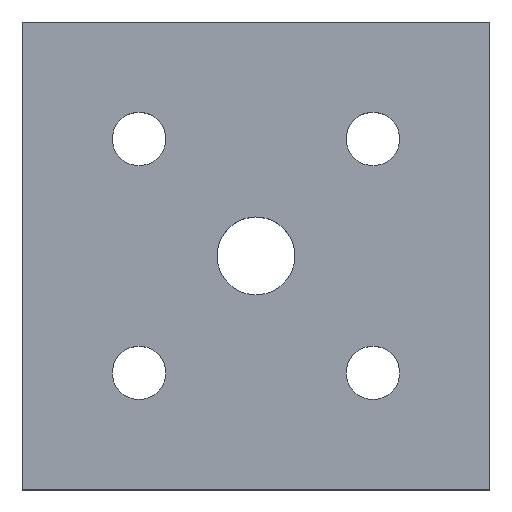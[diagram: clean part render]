
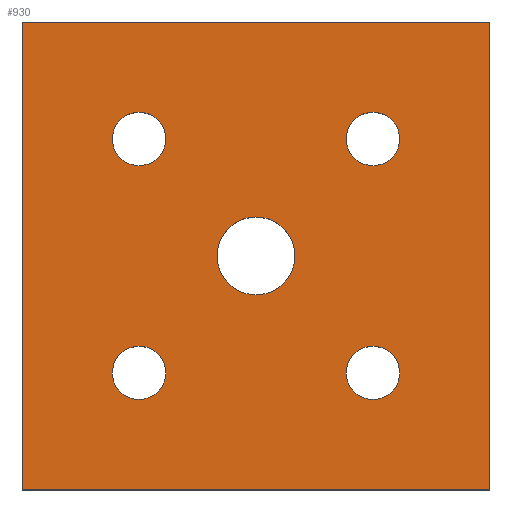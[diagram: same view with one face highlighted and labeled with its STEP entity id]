
A CAD part, top view. The second image highlights one B-rep face of the part: STEP entity #930.
In plain terms, the highlighted planar face has unit normal (0, 0, 1).
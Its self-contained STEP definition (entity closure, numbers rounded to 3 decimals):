
#174=CARTESIAN_POINT('',(0.921,0.75,0.75));
#175=VERTEX_POINT('',#174);
#191=CARTESIAN_POINT('',(0.579,0.75,0.75));
#192=VERTEX_POINT('',#191);
#199=CARTESIAN_POINT('',(0.75,0.75,0.75));
#200=DIRECTION('',(0.0,0.0,-1.0));
#201=DIRECTION('',(1.0,0.0,0.0));
#202=AXIS2_PLACEMENT_3D('',#199,#200,#201);
#203=CIRCLE('',#202,0.171);
#204=EDGE_CURVE('',#175,#192,#203,.T.);
#258=CARTESIAN_POINT('',(2.421,0.75,0.75));
#259=VERTEX_POINT('',#258);
#275=CARTESIAN_POINT('',(2.079,0.75,0.75));
#276=VERTEX_POINT('',#275);
#283=CARTESIAN_POINT('',(2.25,0.75,0.75));
#284=DIRECTION('',(0.0,0.0,-1.0));
#285=DIRECTION('',(1.0,0.0,0.0));
#286=AXIS2_PLACEMENT_3D('',#283,#284,#285);
#287=CIRCLE('',#286,0.171);
#288=EDGE_CURVE('',#259,#276,#287,.T.);
#342=CARTESIAN_POINT('',(2.421,2.25,0.75));
#343=VERTEX_POINT('',#342);
#359=CARTESIAN_POINT('',(2.079,2.25,0.75));
#360=VERTEX_POINT('',#359);
#367=CARTESIAN_POINT('',(2.25,2.25,0.75));
#368=DIRECTION('',(0.0,0.0,-1.0));
#369=DIRECTION('',(1.0,0.0,0.0));
#370=AXIS2_PLACEMENT_3D('',#367,#368,#369);
#371=CIRCLE('',#370,0.171);
#372=EDGE_CURVE('',#343,#360,#371,.T.);
#426=CARTESIAN_POINT('',(0.921,2.25,0.75));
#427=VERTEX_POINT('',#426);
#443=CARTESIAN_POINT('',(0.579,2.25,0.75));
#444=VERTEX_POINT('',#443);
#451=CARTESIAN_POINT('',(0.75,2.25,0.75));
#452=DIRECTION('',(0.0,0.0,-1.0));
#453=DIRECTION('',(1.0,0.0,0.0));
#454=AXIS2_PLACEMENT_3D('',#451,#452,#453);
#455=CIRCLE('',#454,0.171);
#456=EDGE_CURVE('',#427,#444,#455,.T.);
#468=CARTESIAN_POINT('',(1.75,1.5,0.75));
#469=VERTEX_POINT('',#468);
#485=CARTESIAN_POINT('',(1.25,1.5,0.75));
#486=VERTEX_POINT('',#485);
#493=CARTESIAN_POINT('',(1.5,1.5,0.75));
#494=DIRECTION('',(0.0,0.0,-1.0));
#495=DIRECTION('',(1.0,0.0,0.0));
#496=AXIS2_PLACEMENT_3D('',#493,#494,#495);
#497=CIRCLE('',#496,0.25);
#498=EDGE_CURVE('',#469,#486,#497,.T.);
#509=CARTESIAN_POINT('',(1.5,1.5,0.75));
#510=DIRECTION('',(0.0,0.0,-1.0));
#511=DIRECTION('',(1.0,0.0,0.0));
#512=AXIS2_PLACEMENT_3D('',#509,#510,#511);
#513=CIRCLE('',#512,0.25);
#514=EDGE_CURVE('',#486,#469,#513,.T.);
#533=CARTESIAN_POINT('',(0.75,2.25,0.75));
#534=DIRECTION('',(0.0,0.0,-1.0));
#535=DIRECTION('',(1.0,0.0,0.0));
#536=AXIS2_PLACEMENT_3D('',#533,#534,#535);
#537=CIRCLE('',#536,0.171);
#538=EDGE_CURVE('',#444,#427,#537,.T.);
#595=CARTESIAN_POINT('',(2.25,2.25,0.75));
#596=DIRECTION('',(0.0,0.0,-1.0));
#597=DIRECTION('',(1.0,0.0,0.0));
#598=AXIS2_PLACEMENT_3D('',#595,#596,#597);
#599=CIRCLE('',#598,0.171);
#600=EDGE_CURVE('',#360,#343,#599,.T.);
#657=CARTESIAN_POINT('',(2.25,0.75,0.75));
#658=DIRECTION('',(0.0,0.0,-1.0));
#659=DIRECTION('',(1.0,0.0,0.0));
#660=AXIS2_PLACEMENT_3D('',#657,#658,#659);
#661=CIRCLE('',#660,0.171);
#662=EDGE_CURVE('',#276,#259,#661,.T.);
#719=CARTESIAN_POINT('',(0.75,0.75,0.75));
#720=DIRECTION('',(0.0,0.0,-1.0));
#721=DIRECTION('',(1.0,0.0,0.0));
#722=AXIS2_PLACEMENT_3D('',#719,#720,#721);
#723=CIRCLE('',#722,0.171);
#724=EDGE_CURVE('',#192,#175,#723,.T.);
#780=CARTESIAN_POINT('',(0.0,0.0,0.75));
#781=VERTEX_POINT('',#780);
#782=CARTESIAN_POINT('',(0.0,3.0,0.75));
#783=VERTEX_POINT('',#782);
#784=CARTESIAN_POINT('',(0.0,0.0,0.75));
#785=DIRECTION('',(0.0,1.0,0.0));
#786=VECTOR('',#785,3.0);
#787=LINE('',#784,#786);
#788=EDGE_CURVE('',#781,#783,#787,.T.);
#820=CARTESIAN_POINT('',(3.0,3.0,0.75));
#821=VERTEX_POINT('',#820);
#822=CARTESIAN_POINT('',(0.0,3.0,0.75));
#823=DIRECTION('',(1.0,0.0,0.0));
#824=VECTOR('',#823,3.0);
#825=LINE('',#822,#824);
#826=EDGE_CURVE('',#783,#821,#825,.T.);
#851=CARTESIAN_POINT('',(3.0,0.0,0.75));
#852=VERTEX_POINT('',#851);
#853=CARTESIAN_POINT('',(3.0,3.0,0.75));
#854=DIRECTION('',(0.0,-1.0,0.0));
#855=VECTOR('',#854,3.0);
#856=LINE('',#853,#855);
#857=EDGE_CURVE('',#821,#852,#856,.T.);
#882=CARTESIAN_POINT('',(3.0,0.0,0.75));
#883=DIRECTION('',(-1.0,0.0,0.0));
#884=VECTOR('',#883,3.0);
#885=LINE('',#882,#884);
#886=EDGE_CURVE('',#852,#781,#885,.T.);
#899=CARTESIAN_POINT('',(1.5,1.5,0.75));
#900=DIRECTION('',(0.0,0.0,1.0));
#901=DIRECTION('',(1.0,0.0,0.0));
#902=AXIS2_PLACEMENT_3D('',#899,#900,#901);
#903=PLANE('',#902);
#904=ORIENTED_EDGE('',*,*,#788,.F.);
#905=ORIENTED_EDGE('',*,*,#886,.F.);
#906=ORIENTED_EDGE('',*,*,#857,.F.);
#907=ORIENTED_EDGE('',*,*,#826,.F.);
#908=EDGE_LOOP('',(#904,#905,#906,#907));
#909=FACE_OUTER_BOUND('',#908,.T.);
#910=ORIENTED_EDGE('',*,*,#498,.T.);
#911=ORIENTED_EDGE('',*,*,#514,.T.);
#912=EDGE_LOOP('',(#910,#911));
#913=FACE_BOUND('',#912,.T.);
#914=ORIENTED_EDGE('',*,*,#456,.T.);
#915=ORIENTED_EDGE('',*,*,#538,.T.);
#916=EDGE_LOOP('',(#914,#915));
#917=FACE_BOUND('',#916,.T.);
#918=ORIENTED_EDGE('',*,*,#372,.T.);
#919=ORIENTED_EDGE('',*,*,#600,.T.);
#920=EDGE_LOOP('',(#918,#919));
#921=FACE_BOUND('',#920,.T.);
#922=ORIENTED_EDGE('',*,*,#288,.T.);
#923=ORIENTED_EDGE('',*,*,#662,.T.);
#924=EDGE_LOOP('',(#922,#923));
#925=FACE_BOUND('',#924,.T.);
#926=ORIENTED_EDGE('',*,*,#204,.T.);
#927=ORIENTED_EDGE('',*,*,#724,.T.);
#928=EDGE_LOOP('',(#926,#927));
#929=FACE_BOUND('',#928,.T.);
#930=ADVANCED_FACE('',(#909,#913,#917,#921,#925,#929),#903,.T.);
